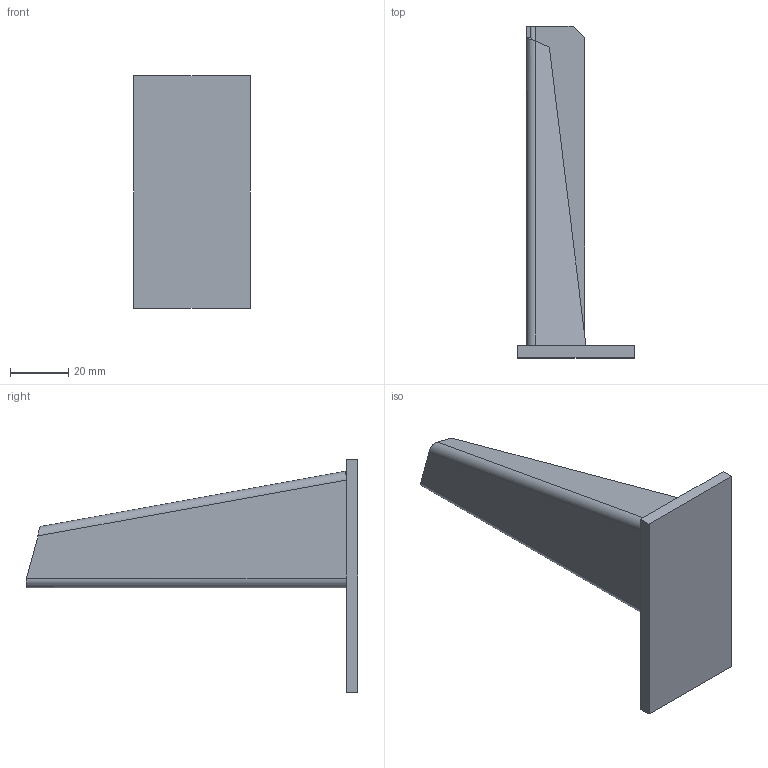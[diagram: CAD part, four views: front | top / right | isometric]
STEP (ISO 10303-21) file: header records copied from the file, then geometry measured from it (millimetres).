
FILE_DESCRIPTION (( 'STEP AP214' ), '1' );
FILE_NAME ('6420909.stp', '2017-01-09T13:26:47', ( '' ), ( '' ), 'SwSTEP 2.0', 'SolidWorks 2016', '' );
FILE_SCHEMA (( 'AUTOMOTIVE_DESIGN' ));
Length unit declared in the file: millimetre
Products named in the file (3): KTS 04.019-051_Standard; KTS 04.020-102_Standard; 6420909
Assembly tree (2 placements, depth 2):
  6420909
    KTS 04.020-102_Standard
    KTS 04.019-051_Standard
Bounding box: 40 x 114 x 80 mm (x, y, z)
Volume: 22402.6 mm3; surface area: 20663 mm2
Topology: 2 solids, 2 shells, 31 faces, 65 edges, 38 vertices
Faces by surface type: plane 23, bspline 4, cylinder 4
Entity records: 962 total; most frequent: CARTESIAN_POINT 238, ORIENTED_EDGE 130, DIRECTION 118, EDGE_CURVE 65, LINE 46, VECTOR 46, VERTEX_POINT 38, AXIS2_PLACEMENT_3D 36
